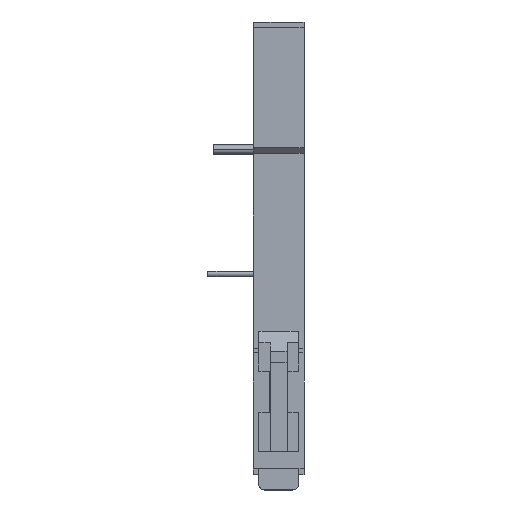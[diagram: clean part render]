
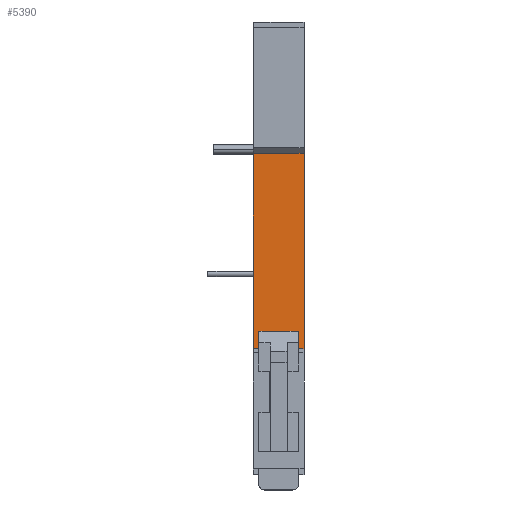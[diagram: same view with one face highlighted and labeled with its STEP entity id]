
A CAD part, top view. The second image highlights one B-rep face of the part: STEP entity #5390.
In plain terms, the highlighted planar face has unit normal (0, 0, 1).
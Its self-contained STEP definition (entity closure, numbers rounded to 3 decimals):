
#212 = DIRECTION ( 'NONE',  ( 1., 0., 0. ) ) ;
#365 = DIRECTION ( 'NONE',  ( 1., 0., 0. ) ) ;
#372 = CARTESIAN_POINT ( 'NONE',  ( -4.5, -39., 28.005 ) ) ;
#417 = ORIENTED_EDGE ( 'NONE', *, *, #3824, .F. ) ;
#548 = LINE ( 'NONE', #4195, #3170 ) ;
#623 = LINE ( 'NONE', #1760, #6007 ) ;
#711 = CARTESIAN_POINT ( 'NONE',  ( -4.5, -17.75, 28.005 ) ) ;
#967 = VERTEX_POINT ( 'NONE', #6298 ) ;
#1011 = LINE ( 'NONE', #6575, #6423 ) ;
#1352 = DIRECTION ( 'NONE',  ( 0., -1., 0. ) ) ;
#1357 = CARTESIAN_POINT ( 'NONE',  ( 4.5, -17.75, 28.005 ) ) ;
#1364 = ORIENTED_EDGE ( 'NONE', *, *, #6156, .F. ) ;
#1620 = ORIENTED_EDGE ( 'NONE', *, *, #2211, .T. ) ;
#1713 = DIRECTION ( 'NONE',  ( 0., -1., 0. ) ) ;
#1760 = CARTESIAN_POINT ( 'NONE',  ( -4.5, -17.75, 28.005 ) ) ;
#1919 = VECTOR ( 'NONE', #3128, 1000. ) ;
#1927 = ORIENTED_EDGE ( 'NONE', *, *, #5682, .T. ) ;
#2015 = CARTESIAN_POINT ( 'NONE',  ( 4.5, 17.75, 28.005 ) ) ;
#2051 = EDGE_CURVE ( 'NONE', #2740, #4579, #6332, .T. ) ;
#2211 = EDGE_CURVE ( 'NONE', #4385, #3503, #5027, .T. ) ;
#2281 = PLANE ( 'NONE',  #5992 ) ;
#2311 = VECTOR ( 'NONE', #4035, 1000. ) ;
#2378 = ORIENTED_EDGE ( 'NONE', *, *, #2750, .T. ) ;
#2496 = ORIENTED_EDGE ( 'NONE', *, *, #2051, .F. ) ;
#2602 = CARTESIAN_POINT ( 'NONE',  ( -3.5, -29., 28.005 ) ) ;
#2740 = VERTEX_POINT ( 'NONE', #2805 ) ;
#2750 = EDGE_CURVE ( 'NONE', #2740, #2982, #623, .T. ) ;
#2805 = CARTESIAN_POINT ( 'NONE',  ( 3.5, -17.75, 28.005 ) ) ;
#2809 = DIRECTION ( 'NONE',  ( 1., 0., 0. ) ) ;
#2982 = VERTEX_POINT ( 'NONE', #1357 ) ;
#3128 = DIRECTION ( 'NONE',  ( 0., 1., 0. ) ) ;
#3170 = VECTOR ( 'NONE', #5710, 1000. ) ;
#3503 = VERTEX_POINT ( 'NONE', #6601 ) ;
#3824 = EDGE_CURVE ( 'NONE', #5410, #2982, #1011, .T. ) ;
#3878 = CARTESIAN_POINT ( 'NONE',  ( -3.5, -17.75, 28.005 ) ) ;
#4035 = DIRECTION ( 'NONE',  ( 0., -1., 0. ) ) ;
#4049 = DIRECTION ( 'NONE',  ( 1., 0., 0. ) ) ;
#4098 = VECTOR ( 'NONE', #365, 1000. ) ;
#4195 = CARTESIAN_POINT ( 'NONE',  ( -4.5, 17.75, 28.005 ) ) ;
#4208 = CARTESIAN_POINT ( 'NONE',  ( -4.5, 17.75, 28.005 ) ) ;
#4348 = ORIENTED_EDGE ( 'NONE', *, *, #6188, .F. ) ;
#4385 = VERTEX_POINT ( 'NONE', #4208 ) ;
#4571 = CARTESIAN_POINT ( 'NONE',  ( -4.5, -17.75, 28.005 ) ) ;
#4579 = VERTEX_POINT ( 'NONE', #6100 ) ;
#4597 = EDGE_CURVE ( 'NONE', #3503, #5467, #6693, .T. ) ;
#4735 = LINE ( 'NONE', #2602, #1919 ) ;
#5027 = LINE ( 'NONE', #5391, #6242 ) ;
#5390 = ADVANCED_FACE ( 'NONE', ( #5799 ), #2281, .T. ) ;
#5391 = CARTESIAN_POINT ( 'NONE',  ( -4.5, -17.75, 28.005 ) ) ;
#5410 = VERTEX_POINT ( 'NONE', #2015 ) ;
#5467 = VERTEX_POINT ( 'NONE', #3878 ) ;
#5532 = LINE ( 'NONE', #372, #5873 ) ;
#5682 = EDGE_CURVE ( 'NONE', #967, #4579, #5532, .T. ) ;
#5710 = DIRECTION ( 'NONE',  ( 1., 0., 0. ) ) ;
#5799 = FACE_OUTER_BOUND ( 'NONE', #6197, .T. ) ;
#5873 = VECTOR ( 'NONE', #4049, 1000. ) ;
#5938 = DIRECTION ( 'NONE',  ( 0., 0., 1. ) ) ;
#5992 = AXIS2_PLACEMENT_3D ( 'NONE', #711, #5938, #2809 ) ;
#6007 = VECTOR ( 'NONE', #212, 1000. ) ;
#6093 = CARTESIAN_POINT ( 'NONE',  ( 3.5, -17.75, 28.005 ) ) ;
#6100 = CARTESIAN_POINT ( 'NONE',  ( 3.5, -39., 28.005 ) ) ;
#6156 = EDGE_CURVE ( 'NONE', #967, #5467, #4735, .T. ) ;
#6188 = EDGE_CURVE ( 'NONE', #4385, #5410, #548, .T. ) ;
#6197 = EDGE_LOOP ( 'NONE', ( #6566, #1364, #1927, #2496, #2378, #417, #4348, #1620 ) ) ;
#6242 = VECTOR ( 'NONE', #1713, 1000. ) ;
#6298 = CARTESIAN_POINT ( 'NONE',  ( -3.5, -39., 28.005 ) ) ;
#6332 = LINE ( 'NONE', #6093, #2311 ) ;
#6423 = VECTOR ( 'NONE', #1352, 1000. ) ;
#6566 = ORIENTED_EDGE ( 'NONE', *, *, #4597, .T. ) ;
#6575 = CARTESIAN_POINT ( 'NONE',  ( 4.5, -17.75, 28.005 ) ) ;
#6601 = CARTESIAN_POINT ( 'NONE',  ( -4.5, -17.75, 28.005 ) ) ;
#6693 = LINE ( 'NONE', #4571, #4098 ) ;
